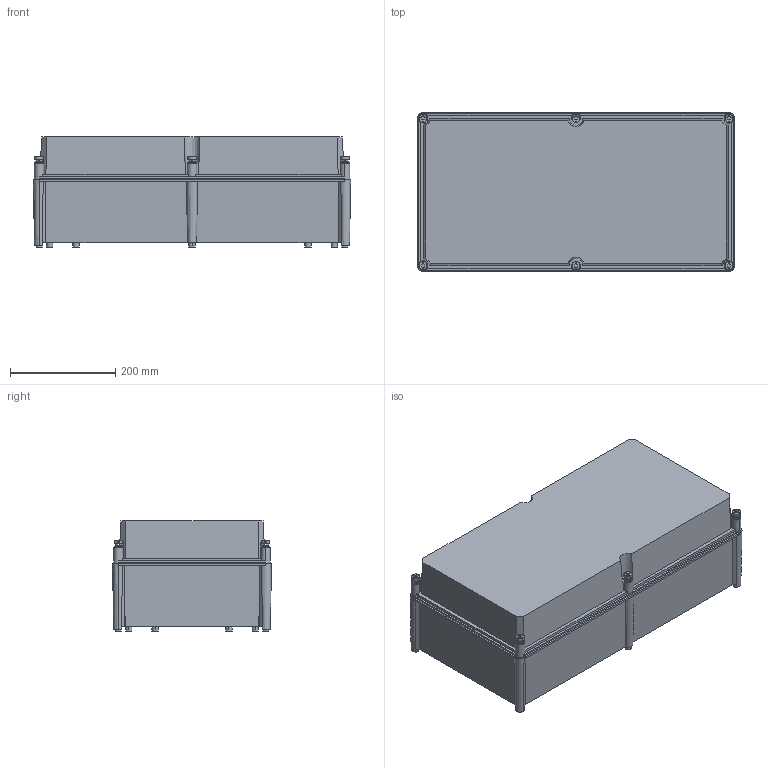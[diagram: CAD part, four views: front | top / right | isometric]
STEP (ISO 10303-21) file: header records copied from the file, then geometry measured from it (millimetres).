
FILE_DESCRIPTION(('CATIA V5R24 STEP','CAx-IF Rec.Pracs.--- Model Styling and Organization---1.2---2011-12-15'),'2;1');
FILE_NAME ('D1445992_0', '2018-08-23T06:07:08+00:00', ('Weidmueller Interface'), ('Weidmueller'), 'CATIA Version 5-6 Release 2014 SP4 HF52', 'CATIA V5 STEP AP214', 'none');
FILE_SCHEMA(('AUTOMOTIVE_DESIGN { 1 0 10303 214 1 1 1 1 }'));
Length unit declared in the file: millimetre
Products named in the file (1): 49930_TBF_603021
Bounding box: 603 x 302 x 209 mm (x, y, z)
Volume: 2326334.9 mm3; surface area: 1478148.7 mm2
Topology: 20 solids, 20 shells, 1157 faces, 2974 edges, 1930 vertices
Faces by surface type: plane 551, cylinder 514, cone 92
Entity records: 37837 total; most frequent: CARTESIAN_POINT 10193, ORIENTED_EDGE 5948, DIRECTION 4967, EDGE_CURVE 2974, AXIS2_PLACEMENT_3D 2227, VERTEX_POINT 1930, VECTOR 1584, LINE 1584
